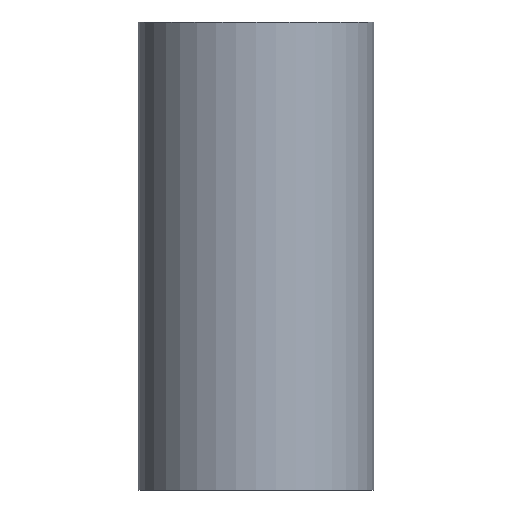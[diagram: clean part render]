
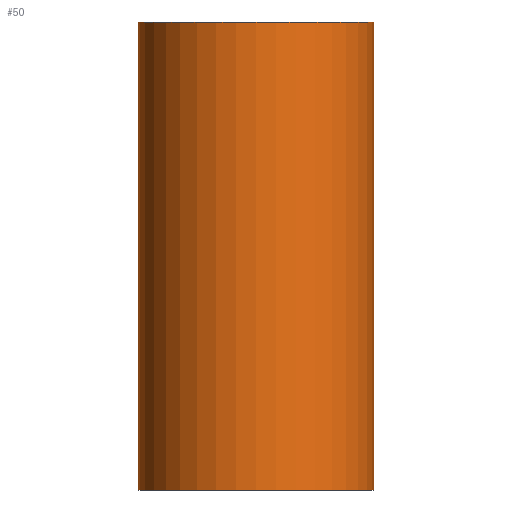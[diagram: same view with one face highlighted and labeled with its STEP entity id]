
A CAD part, front view. The second image highlights one B-rep face of the part: STEP entity #50.
In plain terms, the highlighted cylindrical face has radius 24.15 mm (diameter 48.3 mm), a partial arc.
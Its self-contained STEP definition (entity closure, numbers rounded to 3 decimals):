
#17 = EDGE_CURVE ( 'NONE', #136, #139, #246, .T. ) ;
#27 = EDGE_CURVE ( 'NONE', #117, #116, #196, .T. ) ;
#46 = ORIENTED_EDGE ( 'NONE', *, *, #27, .T. ) ;
#47 = ORIENTED_EDGE ( 'NONE', *, *, #141, .T. ) ;
#48 = ORIENTED_EDGE ( 'NONE', *, *, #135, .F. ) ;
#50 = ADVANCED_FACE ( 'NONE', ( #178 ), #173, .T. ) ;
#51 = EDGE_LOOP ( 'NONE', ( #48, #46, #47, #58 ) ) ;
#58 = ORIENTED_EDGE ( 'NONE', *, *, #17, .F. ) ;
#116 = VERTEX_POINT ( 'NONE', #329 ) ;
#117 = VERTEX_POINT ( 'NONE', #328 ) ;
#135 = EDGE_CURVE ( 'NONE', #117, #136, #208, .T. ) ;
#136 = VERTEX_POINT ( 'NONE', #204 ) ;
#139 = VERTEX_POINT ( 'NONE', #162 ) ;
#141 = EDGE_CURVE ( 'NONE', #116, #139, #161, .T. ) ;
#158 = DIRECTION ( 'NONE',  ( 0., 0., 1. ) ) ;
#159 = VECTOR ( 'NONE', #158, 1000. ) ;
#160 = CARTESIAN_POINT ( 'NONE',  ( 24.15, 0., 0. ) ) ;
#161 = LINE ( 'NONE', #160, #159 ) ;
#162 = CARTESIAN_POINT ( 'NONE',  ( 24.15, 0., 0. ) ) ;
#171 = CARTESIAN_POINT ( 'NONE',  ( 0., 0., 0. ) ) ;
#172 = AXIS2_PLACEMENT_3D ( 'NONE', #171, #309, #308 ) ;
#173 = CYLINDRICAL_SURFACE ( 'NONE', #172, 24.15 ) ;
#178 = FACE_OUTER_BOUND ( 'NONE', #51, .T. ) ;
#193 = DIRECTION ( 'NONE',  ( 1., 0., 0. ) ) ;
#194 = DIRECTION ( 'NONE',  ( 0., 0., 1. ) ) ;
#195 = AXIS2_PLACEMENT_3D ( 'NONE', #200, #194, #193 ) ;
#196 = CIRCLE ( 'NONE', #195, 24.15 ) ;
#200 = CARTESIAN_POINT ( 'NONE',  ( 0., 0., -96. ) ) ;
#204 = CARTESIAN_POINT ( 'NONE',  ( -24.15, 0., 0. ) ) ;
#205 = DIRECTION ( 'NONE',  ( 0., 0., 1. ) ) ;
#206 = VECTOR ( 'NONE', #205, 1000. ) ;
#207 = CARTESIAN_POINT ( 'NONE',  ( -24.15, 0., 0. ) ) ;
#208 = LINE ( 'NONE', #207, #206 ) ;
#245 = AXIS2_PLACEMENT_3D ( 'NONE', #320, #319, #318 ) ;
#246 = CIRCLE ( 'NONE', #245, 24.15 ) ;
#308 = DIRECTION ( 'NONE',  ( 1., 0., 0. ) ) ;
#309 = DIRECTION ( 'NONE',  ( 0., 0., 1. ) ) ;
#318 = DIRECTION ( 'NONE',  ( 1., 0., 0. ) ) ;
#319 = DIRECTION ( 'NONE',  ( 0., 0., 1. ) ) ;
#320 = CARTESIAN_POINT ( 'NONE',  ( 0., 0., 0. ) ) ;
#328 = CARTESIAN_POINT ( 'NONE',  ( -24.15, 0., -96. ) ) ;
#329 = CARTESIAN_POINT ( 'NONE',  ( 24.15, 0., -96. ) ) ;
